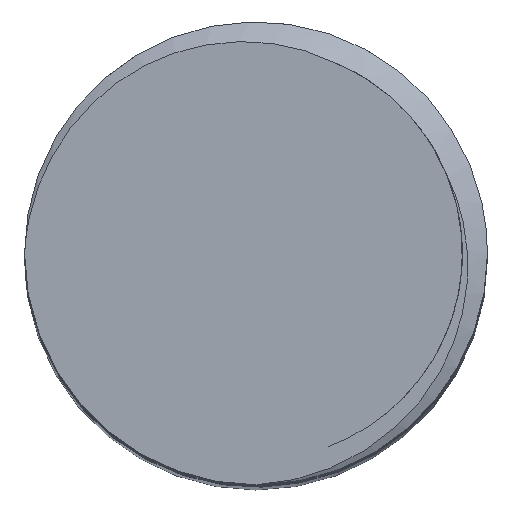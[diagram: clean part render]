
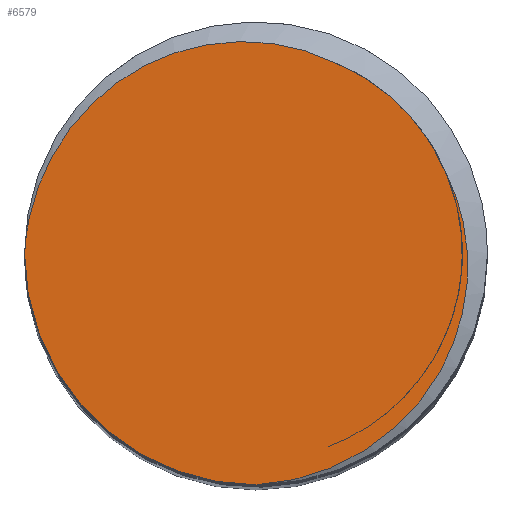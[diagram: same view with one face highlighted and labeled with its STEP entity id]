
A CAD part, top view. The second image highlights one B-rep face of the part: STEP entity #6579.
In plain terms, the highlighted planar face has unit normal (0, 0, 1).
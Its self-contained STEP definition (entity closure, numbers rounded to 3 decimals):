
#276 = DIRECTION ( 'NONE',  ( 0., 0., 1. ) ) ;
#336 = CARTESIAN_POINT ( 'NONE',  ( 1.706, 4.119, 64. ) ) ;
#342 = ORIENTED_EDGE ( 'NONE', *, *, #3013, .T. ) ;
#356 = CARTESIAN_POINT ( 'NONE',  ( -2.581, 3.965, 64. ) ) ;
#364 = CARTESIAN_POINT ( 'NONE',  ( 0.39, -4.98, 64. ) ) ;
#553 = EDGE_CURVE ( 'NONE', #4334, #1069, #5172, .T. ) ;
#601 = AXIS2_PLACEMENT_3D ( 'NONE', #1809, #276, #3912 ) ;
#764 = CARTESIAN_POINT ( 'NONE',  ( 3.564, 2.743, 64. ) ) ;
#812 = CARTESIAN_POINT ( 'NONE',  ( 4.119, 1.706, 64. ) ) ;
#836 = CARTESIAN_POINT ( 'NONE',  ( 4.553, 0.223, 64. ) ) ;
#845 = CARTESIAN_POINT ( 'NONE',  ( 0.989, 4.415, 64. ) ) ;
#857 = CARTESIAN_POINT ( 'NONE',  ( 3.413, -3.371, 64. ) ) ;
#868 = CARTESIAN_POINT ( 'NONE',  ( -3.371, 3.413, 64. ) ) ;
#887 = CARTESIAN_POINT ( 'NONE',  ( 0., 0., 64. ) ) ;
#936 = B_SPLINE_CURVE_WITH_KNOTS ( 'NONE', 3,
 ( #6100, #364, #4011, #6618, #6596, #6082, #4507, #5562, #5031, #857, #1362, #3987, #3460, #2942, #6575, #5012, #1894, #3967, #2858, #836, #3439, #6040, #1867, #812 ),
 .UNSPECIFIED., .F., .F.,
 ( 4, 2, 2, 2, 2, 2, 2, 2, 2, 2, 2, 4 ),
 ( 0., 0.001, 0.002, 0.002, 0.003, 0.005, 0.006, 0.006, 0.007, 0.008, 0.008, 0.009 ),
 .UNSPECIFIED. ) ;
#987 = EDGE_CURVE ( 'NONE', #5290, #4334, #936, .T. ) ;
#1038 = ORIENTED_EDGE ( 'NONE', *, *, #553, .T. ) ;
#1069 = VERTEX_POINT ( 'NONE', #1253 ) ;
#1253 = CARTESIAN_POINT ( 'NONE',  ( 1.706, 4.119, 64. ) ) ;
#1362 = CARTESIAN_POINT ( 'NONE',  ( 3.657, -3.073, 64. ) ) ;
#1375 = CARTESIAN_POINT ( 'NONE',  ( 0.222, 4.553, 64. ) ) ;
#1399 = CARTESIAN_POINT ( 'NONE',  ( -4.146, 2.542, 64. ) ) ;
#1417 = DIRECTION ( 'NONE',  ( 1., 0., 0. ) ) ;
#1654 = CARTESIAN_POINT ( 'NONE',  ( 2.233, 3.87, 64. ) ) ;
#1695 = CARTESIAN_POINT ( 'NONE',  ( 4.119, 1.706, 64. ) ) ;
#1809 = CARTESIAN_POINT ( 'NONE',  ( 0., 0., 64. ) ) ;
#1815 = B_SPLINE_CURVE_WITH_KNOTS ( 'NONE', 3,
 ( #336, #2932, #845, #4495, #1375, #5022, #1904, #5551, #2427, #6073, #2958, #6606, #3470, #356, #4002, #868, #4517, #1399, #5041, #1921, #5576, #2452, #6091, #2976, #6633 ),
 .UNSPECIFIED., .F., .F.,
 ( 4, 2, 2, 2, 2, 1, 2, 2, 2, 2, 2, 2, 4 ),
 ( 0., 0.001, 0.002, 0.002, 0.003, 0.003, 0.004, 0.005, 0.006, 0.007, 0.008, 0.008, 0.009 ),
 .UNSPECIFIED. ) ;
#1867 = CARTESIAN_POINT ( 'NONE',  ( 4.292, 1.355, 64. ) ) ;
#1894 = CARTESIAN_POINT ( 'NONE',  ( 4.554, -0.742, 64. ) ) ;
#1904 = CARTESIAN_POINT ( 'NONE',  ( -0.359, 4.578, 64. ) ) ;
#1921 = CARTESIAN_POINT ( 'NONE',  ( -4.526, 1.866, 64. ) ) ;
#1996 = CARTESIAN_POINT ( 'NONE',  ( 0., -5., 64. ) ) ;
#2427 = CARTESIAN_POINT ( 'NONE',  ( -0.94, 4.53, 64. ) ) ;
#2452 = CARTESIAN_POINT ( 'NONE',  ( -4.747, 1.328, 64. ) ) ;
#2669 = CARTESIAN_POINT ( 'NONE',  ( 2.942, 3.363, 64. ) ) ;
#2757 = CARTESIAN_POINT ( 'NONE',  ( 3.895, 2.249, 64. ) ) ;
#2858 = CARTESIAN_POINT ( 'NONE',  ( 4.578, -0.164, 64. ) ) ;
#2869 = VERTEX_POINT ( 'NONE', #5511 ) ;
#2932 = CARTESIAN_POINT ( 'NONE',  ( 1.355, 4.292, 64. ) ) ;
#2942 = CARTESIAN_POINT ( 'NONE',  ( 4.411, -1.507, 64. ) ) ;
#2958 = CARTESIAN_POINT ( 'NONE',  ( -1.696, 4.363, 64. ) ) ;
#2976 = CARTESIAN_POINT ( 'NONE',  ( -4.98, 0.39, 64. ) ) ;
#3013 = EDGE_CURVE ( 'NONE', #2869, #5290, #5695, .T. ) ;
#3263 = EDGE_LOOP ( 'NONE', ( #1038, #3495, #342, #4408 ) ) ;
#3277 = CARTESIAN_POINT ( 'NONE',  ( 1.977, 4.007, 64. ) ) ;
#3439 = CARTESIAN_POINT ( 'NONE',  ( 4.527, 0.418, 64. ) ) ;
#3460 = CARTESIAN_POINT ( 'NONE',  ( 4.234, -2.059, 64. ) ) ;
#3470 = CARTESIAN_POINT ( 'NONE',  ( -2.409, 4.059, 64. ) ) ;
#3495 = ORIENTED_EDGE ( 'NONE', *, *, #6730, .T. ) ;
#3912 = DIRECTION ( 'NONE',  ( 1., 0., 0. ) ) ;
#3967 = CARTESIAN_POINT ( 'NONE',  ( 4.578, -0.357, 64. ) ) ;
#3987 = CARTESIAN_POINT ( 'NONE',  ( 4.072, -2.41, 64. ) ) ;
#4002 = CARTESIAN_POINT ( 'NONE',  ( -3.073, 3.657, 64. ) ) ;
#4011 = CARTESIAN_POINT ( 'NONE',  ( 0.772, -4.913, 64. ) ) ;
#4334 = VERTEX_POINT ( 'NONE', #6011 ) ;
#4408 = ORIENTED_EDGE ( 'NONE', *, *, #987, .T. ) ;
#4448 = FACE_OUTER_BOUND ( 'NONE', #3263, .T. ) ;
#4495 = CARTESIAN_POINT ( 'NONE',  ( 0.416, 4.528, 64. ) ) ;
#4507 = CARTESIAN_POINT ( 'NONE',  ( 2.042, -4.437, 64. ) ) ;
#4517 = CARTESIAN_POINT ( 'NONE',  ( -3.913, 2.85, 64. ) ) ;
#4538 = DIRECTION ( 'NONE',  ( 0., 0., 1. ) ) ;
#4775 = CARTESIAN_POINT ( 'NONE',  ( 2.715, 3.549, 64. ) ) ;
#5012 = CARTESIAN_POINT ( 'NONE',  ( 4.531, -0.934, 64. ) ) ;
#5022 = CARTESIAN_POINT ( 'NONE',  ( -0.165, 4.578, 64. ) ) ;
#5031 = CARTESIAN_POINT ( 'NONE',  ( 2.856, -3.907, 64. ) ) ;
#5041 = CARTESIAN_POINT ( 'NONE',  ( -4.438, 2.041, 64. ) ) ;
#5172 = B_SPLINE_CURVE_WITH_KNOTS ( 'NONE', 3,
 ( #1695, #2757, #764, #2669, #4775, #1654, #3277, #6313 ),
 .UNSPECIFIED., .F., .F.,
 ( 4, 2, 2, 4 ),
 ( 0., 0.002, 0.003, 0.004 ),
 .UNSPECIFIED. ) ;
#5290 = VERTEX_POINT ( 'NONE', #1996 ) ;
#5511 = CARTESIAN_POINT ( 'NONE',  ( -5., 0., 64. ) ) ;
#5551 = CARTESIAN_POINT ( 'NONE',  ( -0.745, 4.554, 64. ) ) ;
#5562 = CARTESIAN_POINT ( 'NONE',  ( 2.542, -4.145, 64. ) ) ;
#5576 = CARTESIAN_POINT ( 'NONE',  ( -4.681, 1.509, 64. ) ) ;
#5695 = CIRCLE ( 'NONE', #6014, 5. ) ;
#6011 = CARTESIAN_POINT ( 'NONE',  ( 4.119, 1.706, 64. ) ) ;
#6014 = AXIS2_PLACEMENT_3D ( 'NONE', #887, #4538, #1417 ) ;
#6040 = CARTESIAN_POINT ( 'NONE',  ( 4.415, 0.989, 64. ) ) ;
#6073 = CARTESIAN_POINT ( 'NONE',  ( -1.322, 4.458, 64. ) ) ;
#6082 = CARTESIAN_POINT ( 'NONE',  ( 1.87, -4.524, 64. ) ) ;
#6091 = CARTESIAN_POINT ( 'NONE',  ( -4.913, 0.774, 64. ) ) ;
#6100 = CARTESIAN_POINT ( 'NONE',  ( 0., -5., 64. ) ) ;
#6313 = CARTESIAN_POINT ( 'NONE',  ( 1.706, 4.119, 64. ) ) ;
#6515 = PLANE ( 'NONE',  #601 ) ;
#6575 = CARTESIAN_POINT ( 'NONE',  ( 4.459, -1.317, 64. ) ) ;
#6579 = ADVANCED_FACE ( 'NONE', ( #4448 ), #6515, .T. ) ;
#6596 = CARTESIAN_POINT ( 'NONE',  ( 1.516, -4.679, 64. ) ) ;
#6606 = CARTESIAN_POINT ( 'NONE',  ( -2.056, 4.222, 64. ) ) ;
#6618 = CARTESIAN_POINT ( 'NONE',  ( 1.331, -4.746, 64. ) ) ;
#6633 = CARTESIAN_POINT ( 'NONE',  ( -5., 0., 64. ) ) ;
#6730 = EDGE_CURVE ( 'NONE', #1069, #2869, #1815, .T. ) ;
